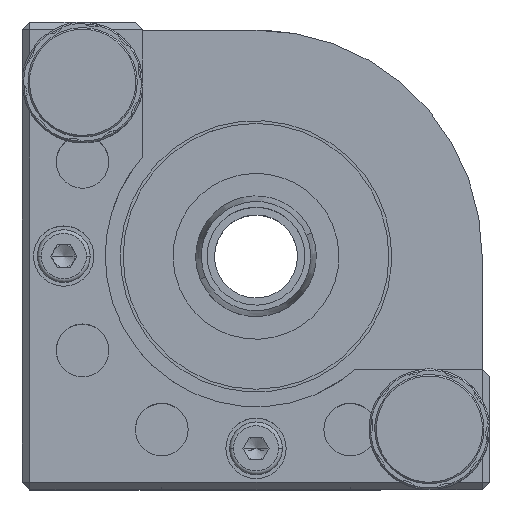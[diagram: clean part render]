
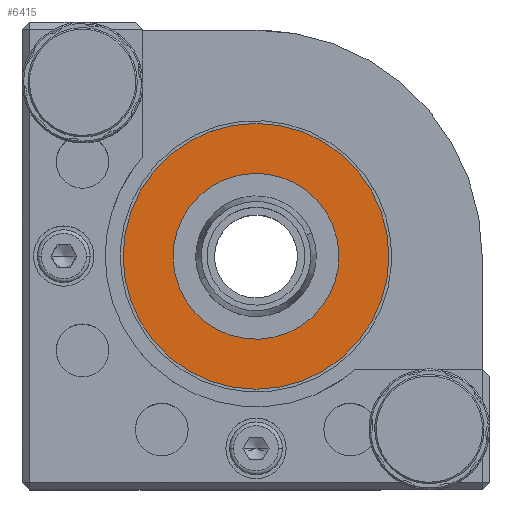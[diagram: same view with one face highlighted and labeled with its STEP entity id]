
A CAD part, top view. The second image highlights one B-rep face of the part: STEP entity #6415.
In plain terms, the highlighted planar face has unit normal (0, 0, 1).
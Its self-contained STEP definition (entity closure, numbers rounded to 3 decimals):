
#152 = EDGE_LOOP ( 'NONE', ( #4244, #422 ) ) ;
#422 = ORIENTED_EDGE ( 'NONE', *, *, #15867, .F. ) ;
#500 = CARTESIAN_POINT ( 'NONE',  ( 0., 0., -11.985 ) ) ;
#881 = CIRCLE ( 'NONE', #13192, 10.625 ) ;
#974 = DIRECTION ( 'NONE',  ( 0., 0., 1. ) ) ;
#1294 = CARTESIAN_POINT ( 'NONE',  ( 7.696, -7.325, -11.985 ) ) ;
#3327 = FACE_BOUND ( 'NONE', #152, .T. ) ;
#4244 = ORIENTED_EDGE ( 'NONE', *, *, #9894, .F. ) ;
#4785 = DIRECTION ( 'NONE',  ( 0., 0., -1. ) ) ;
#5262 = PLANE ( 'NONE',  #18886 ) ;
#5519 = VERTEX_POINT ( 'NONE', #8612 ) ;
#6367 = CIRCLE ( 'NONE', #19792, 10.625 ) ;
#6405 = VERTEX_POINT ( 'NONE', #1294 ) ;
#6415 = ADVANCED_FACE ( 'NONE', ( #3327, #23786 ), #5262, .F. ) ;
#7180 = VERTEX_POINT ( 'NONE', #14364 ) ;
#7439 = DIRECTION ( 'NONE',  ( 0., 0., -1. ) ) ;
#8214 = DIRECTION ( 'NONE',  ( -0.724, 0.689, 0. ) ) ;
#8612 = CARTESIAN_POINT ( 'NONE',  ( -7.696, 7.325, -11.985 ) ) ;
#9302 = EDGE_CURVE ( 'NONE', #7180, #19949, #14709, .T. ) ;
#9433 = EDGE_CURVE ( 'NONE', #19949, #7180, #10476, .T. ) ;
#9894 = EDGE_CURVE ( 'NONE', #5519, #6405, #881, .T. ) ;
#10467 = EDGE_LOOP ( 'NONE', ( #14943, #18585 ) ) ;
#10476 = CIRCLE ( 'NONE', #16229, 18. ) ;
#11694 = DIRECTION ( 'NONE',  ( -0.724, 0.689, 0. ) ) ;
#12037 = CARTESIAN_POINT ( 'NONE',  ( 0., 0., -11.985 ) ) ;
#12486 = CARTESIAN_POINT ( 'NONE',  ( 12.41, 13.038, -11.985 ) ) ;
#13192 = AXIS2_PLACEMENT_3D ( 'NONE', #500, #974, #11694 ) ;
#14364 = CARTESIAN_POINT ( 'NONE',  ( 13.038, -12.41, -11.985 ) ) ;
#14534 = DIRECTION ( 'NONE',  ( -0.724, 0.689, 0. ) ) ;
#14664 = DIRECTION ( 'NONE',  ( -0.724, 0.689, 0. ) ) ;
#14709 = CIRCLE ( 'NONE', #15845, 18. ) ;
#14943 = ORIENTED_EDGE ( 'NONE', *, *, #9433, .F. ) ;
#15845 = AXIS2_PLACEMENT_3D ( 'NONE', #21267, #4785, #16578 ) ;
#15867 = EDGE_CURVE ( 'NONE', #6405, #5519, #6367, .T. ) ;
#16229 = AXIS2_PLACEMENT_3D ( 'NONE', #16343, #7439, #14534 ) ;
#16343 = CARTESIAN_POINT ( 'NONE',  ( 0., 0., -11.985 ) ) ;
#16578 = DIRECTION ( 'NONE',  ( -0.724, 0.689, 0. ) ) ;
#18585 = ORIENTED_EDGE ( 'NONE', *, *, #9302, .F. ) ;
#18886 = AXIS2_PLACEMENT_3D ( 'NONE', #12486, #20176, #14664 ) ;
#18907 = CARTESIAN_POINT ( 'NONE',  ( -13.038, 12.41, -11.985 ) ) ;
#19792 = AXIS2_PLACEMENT_3D ( 'NONE', #12037, #22974, #8214 ) ;
#19949 = VERTEX_POINT ( 'NONE', #18907 ) ;
#20176 = DIRECTION ( 'NONE',  ( 0., 0., -1. ) ) ;
#21267 = CARTESIAN_POINT ( 'NONE',  ( 0., 0., -11.985 ) ) ;
#22974 = DIRECTION ( 'NONE',  ( 0., 0., 1. ) ) ;
#23786 = FACE_OUTER_BOUND ( 'NONE', #10467, .T. ) ;
